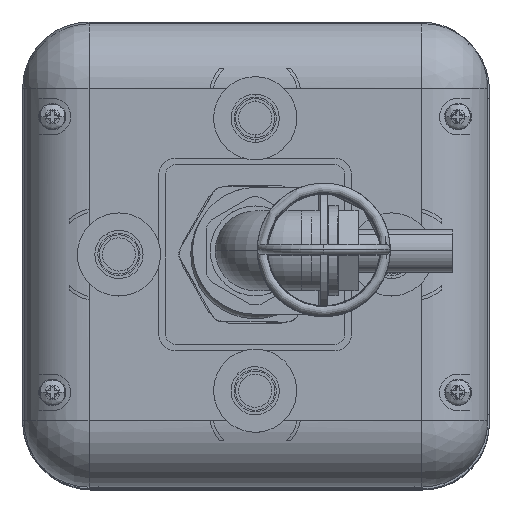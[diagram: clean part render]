
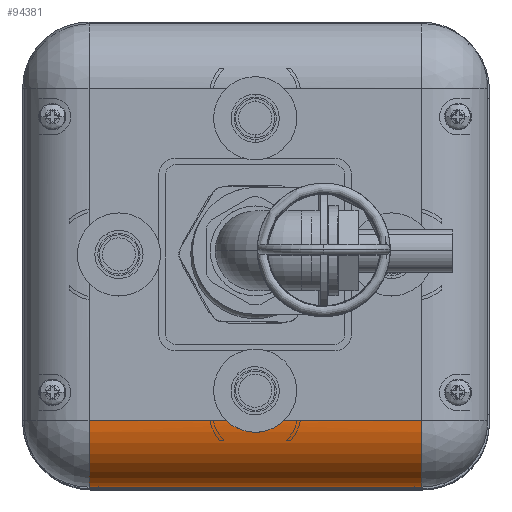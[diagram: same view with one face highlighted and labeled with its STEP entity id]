
A CAD part, top view. The second image highlights one B-rep face of the part: STEP entity #94381.
In plain terms, the highlighted cylindrical face has radius 20 mm (diameter 40 mm), a partial arc.
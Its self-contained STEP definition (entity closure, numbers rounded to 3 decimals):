
#3320 = LINE ( 'NONE', #24911, #64394 ) ;
#5736 = EDGE_CURVE ( 'NONE', #52169, #37019, #13316, .T. ) ;
#6078 = CARTESIAN_POINT ( 'NONE',  ( 50.917, -1.491, -19.98 ) ) ;
#6301 = ORIENTED_EDGE ( 'NONE', *, *, #96863, .F. ) ;
#6796 = CARTESIAN_POINT ( 'NONE',  ( 50.914, 1.51, -19.98 ) ) ;
#6843 = CARTESIAN_POINT ( 'NONE',  ( 50., 50., 0. ) ) ;
#13224 = EDGE_LOOP ( 'NONE', ( #6301, #49853, #93085, #29270, #56613, #85304, #79845 ) ) ;
#13264 = EDGE_CURVE ( 'NONE', #23713, #33526, #63923, .T. ) ;
#13316 = B_SPLINE_CURVE_WITH_KNOTS ( 'NONE', 3,
 ( #102159, #40233, #6078, #76220, #49696, #14842 ),
 .UNSPECIFIED., .F., .F.,
 ( 4, 2, 4 ),
 ( 0.004, 0.007, 0.009 ),
 .UNSPECIFIED. ) ;
#14031 = CARTESIAN_POINT ( 'NONE',  ( 50., -50., -20. ) ) ;
#14376 = DIRECTION ( 'NONE',  ( 0., -1., 0. ) ) ;
#14842 = CARTESIAN_POINT ( 'NONE',  ( 50., -4.359, -20. ) ) ;
#15922 = CARTESIAN_POINT ( 'NONE',  ( 50.331, 3.676, -20. ) ) ;
#20317 = CARTESIAN_POINT ( 'NONE',  ( 51., 0., -19.975 ) ) ;
#22213 = EDGE_CURVE ( 'NONE', #23713, #48116, #3320, .T. ) ;
#22744 = DIRECTION ( 'NONE',  ( 0., -1., 0. ) ) ;
#23713 = VERTEX_POINT ( 'NONE', #86413 ) ;
#24911 = CARTESIAN_POINT ( 'NONE',  ( 70., -50., 0. ) ) ;
#26090 = VECTOR ( 'NONE', #14376, 1000. ) ;
#29270 = ORIENTED_EDGE ( 'NONE', *, *, #22213, .F. ) ;
#30407 = DIRECTION ( 'NONE',  ( 0., -1., 0. ) ) ;
#30784 = DIRECTION ( 'NONE',  ( 1., 0., 0. ) ) ;
#31526 = CARTESIAN_POINT ( 'NONE',  ( 50., -50., 0. ) ) ;
#32136 = CARTESIAN_POINT ( 'NONE',  ( 50., -50., 0. ) ) ;
#32535 = CARTESIAN_POINT ( 'NONE',  ( 50., -50., -20. ) ) ;
#33526 = VERTEX_POINT ( 'NONE', #96104 ) ;
#33646 = DIRECTION ( 'NONE',  ( 0., 1., 0. ) ) ;
#34618 = CARTESIAN_POINT ( 'NONE',  ( 50., 4.359, -20. ) ) ;
#37019 = VERTEX_POINT ( 'NONE', #72002 ) ;
#40233 = CARTESIAN_POINT ( 'NONE',  ( 51., -0.748, -19.975 ) ) ;
#42337 = VECTOR ( 'NONE', #22744, 1000. ) ;
#44788 = AXIS2_PLACEMENT_3D ( 'NONE', #6843, #85012, #58803 ) ;
#45316 = CYLINDRICAL_SURFACE ( 'NONE', #56431, 20. ) ;
#47963 = EDGE_CURVE ( 'NONE', #110263, #52551, #92611, .T. ) ;
#48116 = VERTEX_POINT ( 'NONE', #76129 ) ;
#49696 = CARTESIAN_POINT ( 'NONE',  ( 50.33, -3.677, -20. ) ) ;
#49853 = ORIENTED_EDGE ( 'NONE', *, *, #47963, .F. ) ;
#52057 = FACE_OUTER_BOUND ( 'NONE', #13224, .T. ) ;
#52169 = VERTEX_POINT ( 'NONE', #20317 ) ;
#52551 = VERTEX_POINT ( 'NONE', #34618 ) ;
#56431 = AXIS2_PLACEMENT_3D ( 'NONE', #31526, #30407, #30784 ) ;
#56613 = ORIENTED_EDGE ( 'NONE', *, *, #13264, .T. ) ;
#58803 = DIRECTION ( 'NONE',  ( 0., 0., 1. ) ) ;
#63923 = CIRCLE ( 'NONE', #82740, 20. ) ;
#64394 = VECTOR ( 'NONE', #33646, 1000. ) ;
#68482 = CIRCLE ( 'NONE', #44788, 20. ) ;
#72002 = CARTESIAN_POINT ( 'NONE',  ( 50., -4.359, -20. ) ) ;
#75797 = CARTESIAN_POINT ( 'NONE',  ( 50., 50., -20. ) ) ;
#76129 = CARTESIAN_POINT ( 'NONE',  ( 70., 50., 0. ) ) ;
#76220 = CARTESIAN_POINT ( 'NONE',  ( 50.58, -2.967, -19.992 ) ) ;
#79845 = ORIENTED_EDGE ( 'NONE', *, *, #5736, .F. ) ;
#82740 = AXIS2_PLACEMENT_3D ( 'NONE', #32136, #102039, #92858 ) ;
#85012 = DIRECTION ( 'NONE',  ( 0., 1., 0. ) ) ;
#85304 = ORIENTED_EDGE ( 'NONE', *, *, #110240, .F. ) ;
#86071 = CARTESIAN_POINT ( 'NONE',  ( 50., 4.359, -20. ) ) ;
#86413 = CARTESIAN_POINT ( 'NONE',  ( 70., -50., 0. ) ) ;
#91261 = LINE ( 'NONE', #14031, #42337 ) ;
#92611 = LINE ( 'NONE', #32535, #26090 ) ;
#92824 = EDGE_CURVE ( 'NONE', #48116, #110263, #68482, .T. ) ;
#92858 = DIRECTION ( 'NONE',  ( -1., 0., 0. ) ) ;
#93085 = ORIENTED_EDGE ( 'NONE', *, *, #92824, .F. ) ;
#94099 = CARTESIAN_POINT ( 'NONE',  ( 50.578, 2.969, -19.992 ) ) ;
#94381 = ADVANCED_FACE ( 'NONE', ( #52057 ), #45316, .T. ) ;
#96104 = CARTESIAN_POINT ( 'NONE',  ( 50., -50., -20. ) ) ;
#96863 = EDGE_CURVE ( 'NONE', #52551, #52169, #99836, .T. ) ;
#99836 = B_SPLINE_CURVE_WITH_KNOTS ( 'NONE', 3,
 ( #86071, #15922, #94099, #6796, #103666, #102898 ),
 .UNSPECIFIED., .F., .F.,
 ( 4, 2, 4 ),
 ( 0., 0.002, 0.004 ),
 .UNSPECIFIED. ) ;
#102039 = DIRECTION ( 'NONE',  ( 0., 1., 0. ) ) ;
#102159 = CARTESIAN_POINT ( 'NONE',  ( 51., 0., -19.975 ) ) ;
#102898 = CARTESIAN_POINT ( 'NONE',  ( 51., 0., -19.975 ) ) ;
#103666 = CARTESIAN_POINT ( 'NONE',  ( 51., 0.749, -19.975 ) ) ;
#110240 = EDGE_CURVE ( 'NONE', #37019, #33526, #91261, .T. ) ;
#110263 = VERTEX_POINT ( 'NONE', #75797 ) ;
